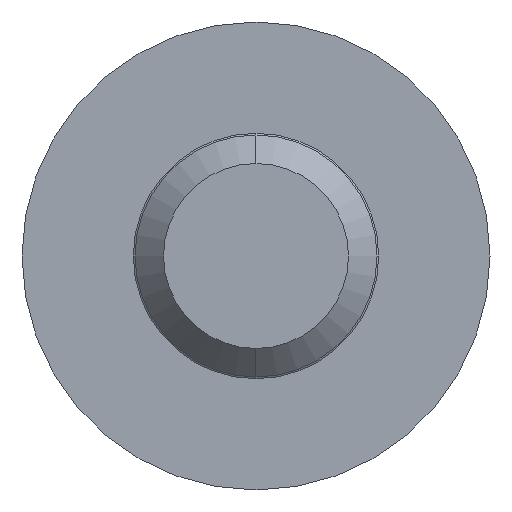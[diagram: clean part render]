
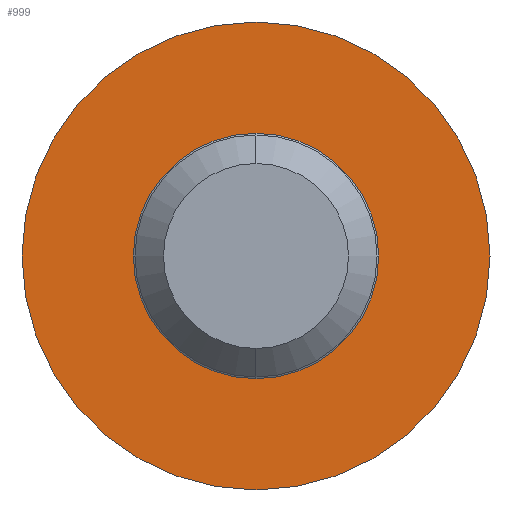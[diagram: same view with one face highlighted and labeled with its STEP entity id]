
A CAD part, front view. The second image highlights one B-rep face of the part: STEP entity #999.
In plain terms, the highlighted planar face has unit normal (0, -1, 0).
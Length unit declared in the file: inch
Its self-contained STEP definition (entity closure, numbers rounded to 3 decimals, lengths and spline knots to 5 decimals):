
#25 = DIRECTION ( 'NONE',  ( 0., 1., 0. ) ) ;
#68 = CIRCLE ( 'NONE', #1890, 0.082 ) ;
#133 = CARTESIAN_POINT ( 'NONE',  ( 0.17159, 0.315, -0.59786 ) ) ;
#141 = AXIS2_PLACEMENT_3D ( 'NONE', #133, #1417, #329 ) ;
#183 = VERTEX_POINT ( 'NONE', #2338 ) ;
#201 = DIRECTION ( 'NONE',  ( 0., 0., 1. ) ) ;
#329 = DIRECTION ( 'NONE',  ( 0., 0., 1. ) ) ;
#379 = DIRECTION ( 'NONE',  ( 0., 1., 0. ) ) ;
#384 = CIRCLE ( 'NONE', #1331, 0.043 ) ;
#392 = CARTESIAN_POINT ( 'NONE',  ( 0.17159, 0.315, -0.59786 ) ) ;
#612 = ORIENTED_EDGE ( 'NONE', *, *, #732, .F. ) ;
#613 = VERTEX_POINT ( 'NONE', #1975 ) ;
#616 = ORIENTED_EDGE ( 'NONE', *, *, #1827, .F. ) ;
#624 = VERTEX_POINT ( 'NONE', #2102 ) ;
#694 = AXIS2_PLACEMENT_3D ( 'NONE', #1413, #1462, #1477 ) ;
#732 = EDGE_CURVE ( 'NONE', #183, #613, #68, .T. ) ;
#809 = DIRECTION ( 'NONE',  ( 0., 1., 0. ) ) ;
#974 = EDGE_LOOP ( 'NONE', ( #1100, #1604 ) ) ;
#999 = ADVANCED_FACE ( 'NONE', ( #1035, #2261 ), #2036, .F. ) ;
#1035 = FACE_BOUND ( 'NONE', #974, .T. ) ;
#1100 = ORIENTED_EDGE ( 'NONE', *, *, #1508, .T. ) ;
#1142 = CARTESIAN_POINT ( 'NONE',  ( 0.17159, 0.315, -0.59786 ) ) ;
#1227 = AXIS2_PLACEMENT_3D ( 'NONE', #1142, #25, #1313 ) ;
#1313 = DIRECTION ( 'NONE',  ( 0., 0., 1. ) ) ;
#1331 = AXIS2_PLACEMENT_3D ( 'NONE', #1897, #809, #2076 ) ;
#1413 = CARTESIAN_POINT ( 'NONE',  ( 0.08861, 0.315, -0.68085 ) ) ;
#1417 = DIRECTION ( 'NONE',  ( 0., 1., 0. ) ) ;
#1462 = DIRECTION ( 'NONE',  ( 0., 1., 0. ) ) ;
#1477 = DIRECTION ( 'NONE',  ( 0., 0., 1. ) ) ;
#1488 = CARTESIAN_POINT ( 'NONE',  ( 0.17159, 0.315, -0.55486 ) ) ;
#1508 = EDGE_CURVE ( 'NONE', #1523, #624, #1886, .T. ) ;
#1523 = VERTEX_POINT ( 'NONE', #1488 ) ;
#1550 = EDGE_LOOP ( 'NONE', ( #616, #612 ) ) ;
#1604 = ORIENTED_EDGE ( 'NONE', *, *, #2192, .T. ) ;
#1827 = EDGE_CURVE ( 'NONE', #613, #183, #2030, .T. ) ;
#1886 = CIRCLE ( 'NONE', #1227, 0.043 ) ;
#1890 = AXIS2_PLACEMENT_3D ( 'NONE', #392, #379, #201 ) ;
#1897 = CARTESIAN_POINT ( 'NONE',  ( 0.17159, 0.315, -0.59786 ) ) ;
#1975 = CARTESIAN_POINT ( 'NONE',  ( 0.17159, 0.315, -0.51586 ) ) ;
#2030 = CIRCLE ( 'NONE', #141, 0.082 ) ;
#2036 = PLANE ( 'NONE',  #694 ) ;
#2076 = DIRECTION ( 'NONE',  ( 0., 0., 1. ) ) ;
#2102 = CARTESIAN_POINT ( 'NONE',  ( 0.17159, 0.315, -0.64086 ) ) ;
#2192 = EDGE_CURVE ( 'NONE', #624, #1523, #384, .T. ) ;
#2261 = FACE_OUTER_BOUND ( 'NONE', #1550, .T. ) ;
#2338 = CARTESIAN_POINT ( 'NONE',  ( 0.17159, 0.315, -0.67986 ) ) ;
